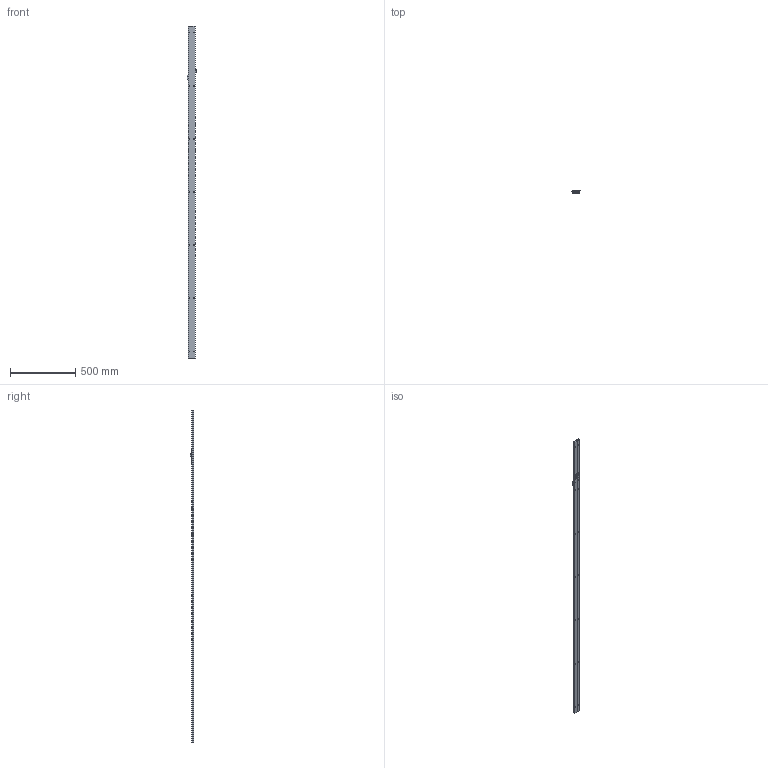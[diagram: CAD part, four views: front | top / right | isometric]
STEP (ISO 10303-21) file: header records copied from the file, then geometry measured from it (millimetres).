
FILE_DESCRIPTION (( 'STEP AP214' ), '1' );
FILE_NAME ('901-2908-dro-enc.STEP', '2014-09-30T16:51:22', ( 'Mike' ), ( '' ), 'SwSTEP 2.0', 'SolidWorks 2014', '' );
FILE_SCHEMA (( 'AUTOMOTIVE_DESIGN' ));
Length unit declared in the file: millimetre
Products named in the file (9): Round Cable; Readhead Screw; IND Readhead bearing; 100-2000-201 IND Readhead Housing; 290 extrusion_100" with holes; 901-2908-dro-enc; Guide Clip; 701-1900-xxx Series II IND Encoder_Scale panel hidden; 100-3002-001 Readhead wiper
Assembly tree (17 placements, depth 3):
  901-2908-dro-enc
    290 extrusion_100" with holes
    701-1900-xxx Series II IND Encoder_Scale panel hidden
      100-2000-201 IND Readhead Housing
      IND Readhead bearing
      Readhead Screw  x9
      Round Cable
      100-3002-001 Readhead wiper  x2
    Guide Clip
Bounding box: 75.79 x 24.13 x 2540 mm (x, y, z)
Volume: 854077.2 mm3; surface area: 476252.6 mm2
Topology: 16 solids, 16 shells, 1025 faces, 2432 edges, 1461 vertices
Faces by surface type: plane 536, cylinder 340, torus 44, sphere 38, cone 34, bspline 33
Entity records: 22594 total; most frequent: CARTESIAN_POINT 4744, DIRECTION 3758, ORIENTED_EDGE 3606, EDGE_CURVE 1803, AXIS2_PLACEMENT_3D 1349, VERTEX_POINT 1124, VECTOR 1060, LINE 1060
